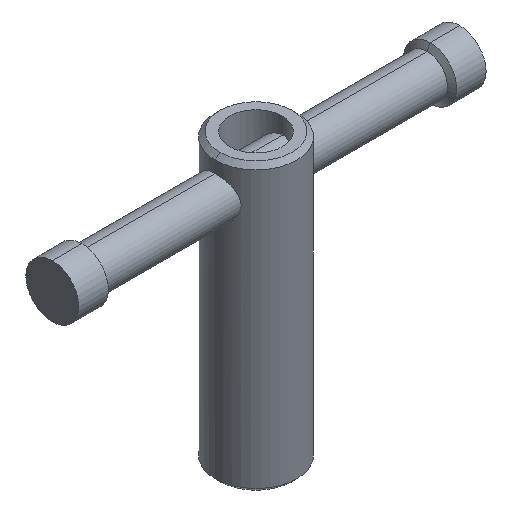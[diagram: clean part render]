
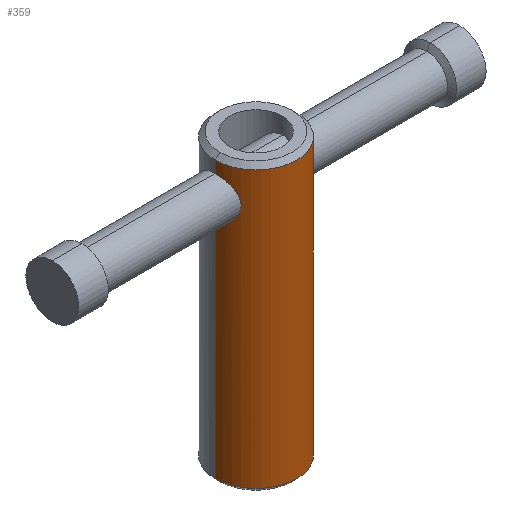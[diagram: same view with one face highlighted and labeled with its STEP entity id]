
A CAD part, isometric view. The second image highlights one B-rep face of the part: STEP entity #359.
In plain terms, the highlighted cylindrical face has radius 10 mm (diameter 20 mm), a partial arc.
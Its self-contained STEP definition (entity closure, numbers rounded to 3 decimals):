
#201=EDGE_CURVE('',#209,#267,#533,.T.);
#209=VERTEX_POINT('',#542);
#215=EDGE_CURVE('',#341,#463,#548,.T.);
#223=EDGE_CURVE('',#337,#315,#556,.T.);
#249=VERTEX_POINT('',#584);
#259=EDGE_CURVE('',#389,#321,#594,.T.);
#267=VERTEX_POINT('',#603);
#287=EDGE_CURVE('',#337,#389,#626,.T.);
#299=EDGE_CURVE('',#249,#315,#639,.T.);
#307=EDGE_CURVE('',#321,#209,#648,.T.);
#315=VERTEX_POINT('',#658);
#321=VERTEX_POINT('',#665);
#335=EDGE_CURVE('',#463,#393,#681,.T.);
#337=VERTEX_POINT('',#683);
#341=VERTEX_POINT('',#687);
#355=EDGE_CURVE('',#393,#249,#701,.T.);
#359=ADVANCED_FACE('',(#705),#706,.T.);
#383=EDGE_CURVE('',#267,#341,#734,.T.);
#389=VERTEX_POINT('',#740);
#393=VERTEX_POINT('',#744);
#463=VERTEX_POINT('',#820);
#533=LINE('',#899,#900);
#542=CARTESIAN_POINT('',(-10.,0.,56.));
#548=LINE('',#917,#918);
#556=CIRCLE('',#947,10.);
#584=CARTESIAN_POINT('',(10.0,0.,66.0));
#594=B_SPLINE_CURVE_WITH_KNOTS('',3,(#1064,#1065,#1066,#1067,#1068,#1069,#1070,#1071,#1072,#1073,#1074,#1075,#1076,#1077,#1078,#1079,#1080,#1081),.UNSPECIFIED.,.F.,.F.,(4,2,2,2,2,2,2,2,4),(23.063,24.023,24.983,25.942,26.902,27.864,28.827,29.789,30.751),.UNSPECIFIED.);
#603=CARTESIAN_POINT('',(-10.,0.,1.125));
#626=LINE('',#1122,#1123);
#639=LINE('',#1140,#1141);
#648=B_SPLINE_CURVE_WITH_KNOTS('',3,(#1153,#1154,#1155,#1156,#1157,#1158,#1159,#1160,#1161,#1162,#1163,#1164,#1165,#1166,#1167,#1168,#1169,#1170),.UNSPECIFIED.,.F.,.F.,(4,2,2,2,2,2,2,2,4),(0.0,0.962,1.925,2.887,3.849,4.809,5.768,6.728,7.688),.UNSPECIFIED.);
#658=CARTESIAN_POINT('',(10.0,0.,68.875));
#665=CARTESIAN_POINT('',(-8.66,-5.,61.));
#681=B_SPLINE_CURVE_WITH_KNOTS('',3,(#1206,#1207,#1208,#1209,#1210,#1211,#1212,#1213,#1214,#1215,#1216,#1217,#1218,#1219,#1220,#1221,#1222,#1223),.UNSPECIFIED.,.F.,.F.,(4,2,2,2,2,2,2,2,4),(23.063,24.023,24.983,25.942,26.902,27.864,28.827,29.789,30.751),.UNSPECIFIED.);
#683=CARTESIAN_POINT('',(-10.,0.,68.875));
#687=CARTESIAN_POINT('',(10.0,0.,1.125));
#701=B_SPLINE_CURVE_WITH_KNOTS('',3,(#1271,#1272,#1273,#1274,#1275,#1276,#1277,#1278,#1279,#1280,#1281,#1282,#1283,#1284,#1285,#1286,#1287,#1288),.UNSPECIFIED.,.F.,.F.,(4,2,2,2,2,2,2,2,4),(0.0,0.962,1.925,2.887,3.849,4.809,5.768,6.728,7.688),.UNSPECIFIED.);
#705=FACE_OUTER_BOUND('',#1294,.T.);
#706=CYLINDRICAL_SURFACE('',#1295,10.);
#734=CIRCLE('',#1334,10.);
#740=CARTESIAN_POINT('',(-10.,0.,66.0));
#744=CARTESIAN_POINT('',(8.66,-5.,61.));
#820=CARTESIAN_POINT('',(10.0,0.,56.));
#899=CARTESIAN_POINT('',(-10.,0.,35.0));
#900=VECTOR('',#1623,1.0);
#917=CARTESIAN_POINT('',(10.0,0.,35.0));
#918=VECTOR('',#1641,1.0);
#947=AXIS2_PLACEMENT_3D('',#1643,#1644,#1645);
#1064=CARTESIAN_POINT('',(-10.,0.,66.0));
#1065=CARTESIAN_POINT('',(-10.,-0.32,66.0));
#1066=CARTESIAN_POINT('',(-9.984,-0.649,65.969));
#1067=CARTESIAN_POINT('',(-9.921,-1.3,65.839));
#1068=CARTESIAN_POINT('',(-9.873,-1.622,65.741));
#1069=CARTESIAN_POINT('',(-9.752,-2.236,65.484));
#1070=CARTESIAN_POINT('',(-9.679,-2.53,65.325));
#1071=CARTESIAN_POINT('',(-9.521,-3.07,64.96));
#1072=CARTESIAN_POINT('',(-9.437,-3.317,64.754));
#1073=CARTESIAN_POINT('',(-9.271,-3.755,64.316));
#1074=CARTESIAN_POINT('',(-9.184,-3.961,64.069));
#1075=CARTESIAN_POINT('',(-9.018,-4.326,63.529));
#1076=CARTESIAN_POINT('',(-8.939,-4.484,63.236));
#1077=CARTESIAN_POINT('',(-8.806,-4.741,62.622));
#1078=CARTESIAN_POINT('',(-8.751,-4.839,62.301));
#1079=CARTESIAN_POINT('',(-8.679,-4.969,61.65));
#1080=CARTESIAN_POINT('',(-8.66,-5.,61.321));
#1081=CARTESIAN_POINT('',(-8.66,-5.,61.));
#1122=CARTESIAN_POINT('',(-10.,0.,35.0));
#1123=VECTOR('',#1722,1.0);
#1140=CARTESIAN_POINT('',(10.0,0.,35.0));
#1141=VECTOR('',#1735,1.0);
#1153=CARTESIAN_POINT('',(-8.66,-5.,61.));
#1154=CARTESIAN_POINT('',(-8.66,-5.,60.679));
#1155=CARTESIAN_POINT('',(-8.679,-4.969,60.35));
#1156=CARTESIAN_POINT('',(-8.751,-4.839,59.699));
#1157=CARTESIAN_POINT('',(-8.806,-4.741,59.378));
#1158=CARTESIAN_POINT('',(-8.939,-4.484,58.764));
#1159=CARTESIAN_POINT('',(-9.018,-4.326,58.471));
#1160=CARTESIAN_POINT('',(-9.184,-3.961,57.931));
#1161=CARTESIAN_POINT('',(-9.271,-3.755,57.684));
#1162=CARTESIAN_POINT('',(-9.437,-3.317,57.246));
#1163=CARTESIAN_POINT('',(-9.521,-3.07,57.04));
#1164=CARTESIAN_POINT('',(-9.679,-2.53,56.675));
#1165=CARTESIAN_POINT('',(-9.752,-2.236,56.516));
#1166=CARTESIAN_POINT('',(-9.873,-1.622,56.259));
#1167=CARTESIAN_POINT('',(-9.921,-1.3,56.161));
#1168=CARTESIAN_POINT('',(-9.984,-0.649,56.031));
#1169=CARTESIAN_POINT('',(-10.,-0.32,56.));
#1170=CARTESIAN_POINT('',(-10.,0.,56.));
#1206=CARTESIAN_POINT('',(10.0,0.,56.));
#1207=CARTESIAN_POINT('',(10.0,-0.32,56.));
#1208=CARTESIAN_POINT('',(9.984,-0.649,56.031));
#1209=CARTESIAN_POINT('',(9.921,-1.3,56.161));
#1210=CARTESIAN_POINT('',(9.873,-1.622,56.259));
#1211=CARTESIAN_POINT('',(9.752,-2.236,56.516));
#1212=CARTESIAN_POINT('',(9.679,-2.53,56.675));
#1213=CARTESIAN_POINT('',(9.521,-3.07,57.04));
#1214=CARTESIAN_POINT('',(9.437,-3.317,57.246));
#1215=CARTESIAN_POINT('',(9.271,-3.755,57.684));
#1216=CARTESIAN_POINT('',(9.184,-3.961,57.931));
#1217=CARTESIAN_POINT('',(9.018,-4.326,58.471));
#1218=CARTESIAN_POINT('',(8.939,-4.484,58.764));
#1219=CARTESIAN_POINT('',(8.806,-4.741,59.378));
#1220=CARTESIAN_POINT('',(8.751,-4.839,59.699));
#1221=CARTESIAN_POINT('',(8.679,-4.969,60.35));
#1222=CARTESIAN_POINT('',(8.66,-5.,60.679));
#1223=CARTESIAN_POINT('',(8.66,-5.,61.));
#1271=CARTESIAN_POINT('',(8.66,-5.,61.));
#1272=CARTESIAN_POINT('',(8.66,-5.,61.321));
#1273=CARTESIAN_POINT('',(8.679,-4.969,61.65));
#1274=CARTESIAN_POINT('',(8.751,-4.839,62.301));
#1275=CARTESIAN_POINT('',(8.806,-4.741,62.622));
#1276=CARTESIAN_POINT('',(8.939,-4.484,63.236));
#1277=CARTESIAN_POINT('',(9.018,-4.326,63.529));
#1278=CARTESIAN_POINT('',(9.184,-3.961,64.069));
#1279=CARTESIAN_POINT('',(9.271,-3.755,64.316));
#1280=CARTESIAN_POINT('',(9.437,-3.317,64.754));
#1281=CARTESIAN_POINT('',(9.521,-3.07,64.96));
#1282=CARTESIAN_POINT('',(9.679,-2.53,65.325));
#1283=CARTESIAN_POINT('',(9.752,-2.236,65.484));
#1284=CARTESIAN_POINT('',(9.873,-1.622,65.741));
#1285=CARTESIAN_POINT('',(9.921,-1.3,65.839));
#1286=CARTESIAN_POINT('',(9.984,-0.649,65.969));
#1287=CARTESIAN_POINT('',(10.0,-0.32,66.0));
#1288=CARTESIAN_POINT('',(10.0,0.,66.0));
#1294=EDGE_LOOP('',(#1799,#1800,#1801,#1802,#1803,#1804,#1805,#1806,#1807,#1808));
#1295=AXIS2_PLACEMENT_3D('',#1809,#1810,#1811);
#1334=AXIS2_PLACEMENT_3D('',#1848,#1849,#1850);
#1623=DIRECTION('',(-0.0,-0.0,-1.0));
#1641=DIRECTION('',(0.0,0.0,1.0));
#1643=CARTESIAN_POINT('',(0.,0.,68.875));
#1644=DIRECTION('',(0.0,-0.0,1.0));
#1645=DIRECTION('',(1.0,0.,0.0));
#1722=DIRECTION('',(-0.0,-0.0,-1.0));
#1735=DIRECTION('',(0.0,0.0,1.0));
#1799=ORIENTED_EDGE('',*,*,#215,.T.);
#1800=ORIENTED_EDGE('',*,*,#335,.T.);
#1801=ORIENTED_EDGE('',*,*,#355,.T.);
#1802=ORIENTED_EDGE('',*,*,#299,.T.);
#1803=ORIENTED_EDGE('',*,*,#223,.F.);
#1804=ORIENTED_EDGE('',*,*,#287,.T.);
#1805=ORIENTED_EDGE('',*,*,#259,.T.);
#1806=ORIENTED_EDGE('',*,*,#307,.T.);
#1807=ORIENTED_EDGE('',*,*,#201,.T.);
#1808=ORIENTED_EDGE('',*,*,#383,.T.);
#1809=CARTESIAN_POINT('',(0.,0.,35.0));
#1810=DIRECTION('',(-0.0,0.0,-1.0));
#1811=DIRECTION('',(1.0,0.,0.0));
#1848=CARTESIAN_POINT('',(0.,0.,1.125));
#1849=DIRECTION('',(0.0,-0.0,1.0));
#1850=DIRECTION('',(1.0,0.,0.0));
